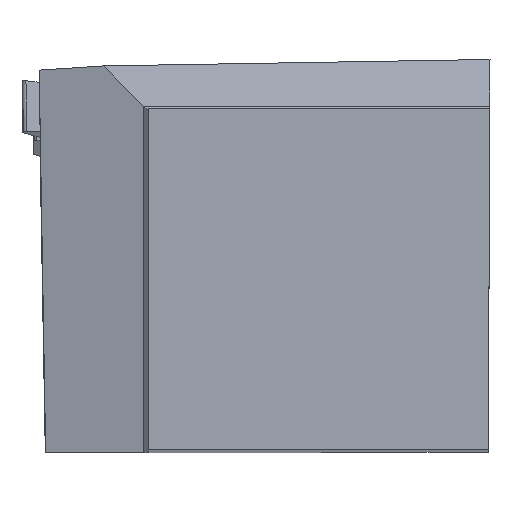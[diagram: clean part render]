
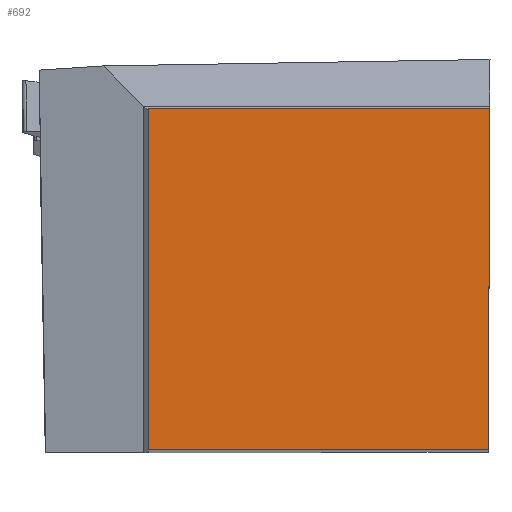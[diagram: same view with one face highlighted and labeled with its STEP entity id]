
A CAD part, top view. The second image highlights one B-rep face of the part: STEP entity #692.
In plain terms, the highlighted planar face has unit normal (0, 0, 1).
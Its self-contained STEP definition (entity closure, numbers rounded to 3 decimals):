
#171=PLANE('',#1920);
#251=FACE_OUTER_BOUND('',#811,.T.);
#406=LINE('',#3016,#584);
#422=LINE('',#3048,#600);
#423=LINE('',#3050,#601);
#424=LINE('',#3052,#602);
#584=VECTOR('',#2344,1.);
#600=VECTOR('',#2366,1.);
#601=VECTOR('',#2367,1.);
#602=VECTOR('',#2368,1.);
#692=ADVANCED_FACE('BLANK_BOXF006',(#251),#171,.F.);
#811=EDGE_LOOP('',(#1236,#1237,#1238,#1239));
#1236=ORIENTED_EDGE('',*,*,#1670,.F.);
#1237=ORIENTED_EDGE('',*,*,#1654,.F.);
#1238=ORIENTED_EDGE('',*,*,#1671,.F.);
#1239=ORIENTED_EDGE('',*,*,#1672,.F.);
#1432=VERTEX_POINT('',#3015);
#1433=VERTEX_POINT('',#3017);
#1446=VERTEX_POINT('',#3049);
#1447=VERTEX_POINT('',#3051);
#1654=EDGE_CURVE('',#1432,#1433,#406,.T.);
#1670=EDGE_CURVE('',#1433,#1446,#422,.T.);
#1671=EDGE_CURVE('',#1447,#1432,#423,.T.);
#1672=EDGE_CURVE('',#1446,#1447,#424,.T.);
#1920=AXIS2_PLACEMENT_3D('',#3053,#2369,#2370);
#2344=DIRECTION('',(-1.,0.,0.));
#2366=DIRECTION('',(0.,1.,0.));
#2367=DIRECTION('',(-0.004,-1.,0.));
#2368=DIRECTION('',(1.,0.,0.));
#2369=DIRECTION('',(0.,0.,-1.));
#2370=DIRECTION('',(0.,-1.,0.));
#3015=CARTESIAN_POINT('',(-0.166,0.,0.));
#3016=CARTESIAN_POINT('',(177.8,0.,0.));
#3017=CARTESIAN_POINT('',(-37.973,0.,0.));
#3048=CARTESIAN_POINT('',(-37.973,-177.8,0.));
#3049=CARTESIAN_POINT('',(-37.973,37.973,0.));
#3050=CARTESIAN_POINT('',(0.61,177.798,0.));
#3051=CARTESIAN_POINT('',(0.,37.973,0.));
#3052=CARTESIAN_POINT('',(-177.8,37.973,0.));
#3053=CARTESIAN_POINT('',(-88.773,-5.,0.));
